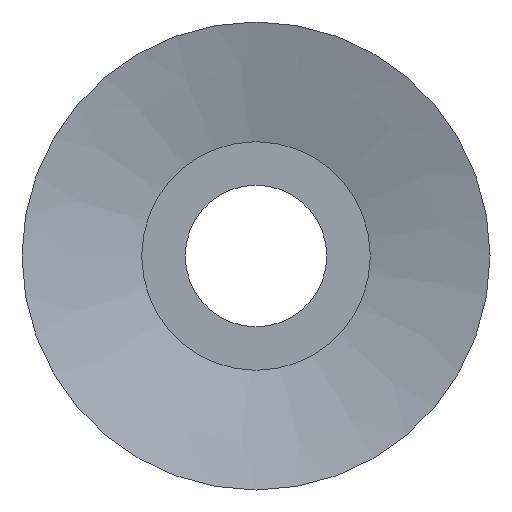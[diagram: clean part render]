
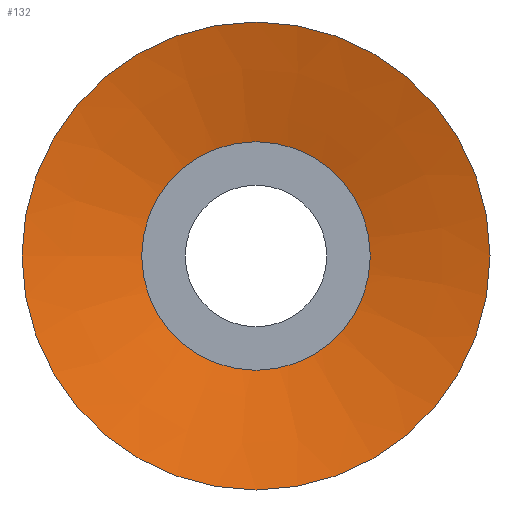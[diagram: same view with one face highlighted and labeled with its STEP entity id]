
A CAD part, front view. The second image highlights one B-rep face of the part: STEP entity #132.
In plain terms, the highlighted conical face has half-angle 75 degrees and reference radius 17.5 mm.
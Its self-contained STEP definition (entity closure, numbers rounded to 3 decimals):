
#96=CONICAL_SURFACE('',#393,17.5,75.);
#132=ADVANCED_FACE('',(#201,#202),#96,.F.);
#201=FACE_BOUND('',#233,.T.);
#202=FACE_BOUND('',#234,.T.);
#233=EDGE_LOOP('',(#293));
#234=EDGE_LOOP('',(#294));
#293=ORIENTED_EDGE('',*,*,#351,.F.);
#294=ORIENTED_EDGE('',*,*,#349,.T.);
#319=VERTEX_POINT('',#542);
#321=VERTEX_POINT('',#547);
#349=EDGE_CURVE('',#319,#319,#361,.T.);
#351=EDGE_CURVE('',#321,#321,#363,.T.);
#361=CIRCLE('',#389,17.5);
#363=CIRCLE('',#392,43.);
#389=AXIS2_PLACEMENT_3D('',#541,#463,#464);
#392=AXIS2_PLACEMENT_3D('',#546,#469,#470);
#393=AXIS2_PLACEMENT_3D('',#548,#471,#472);
#463=DIRECTION('',(0.,1.,0.));
#464=DIRECTION('',(-1.,0.,0.));
#469=DIRECTION('',(0.,1.,0.));
#470=DIRECTION('',(-1.,0.,0.));
#471=DIRECTION('',(0.,-1.,0.));
#472=DIRECTION('',(1.,0.,0.));
#541=CARTESIAN_POINT('',(0.,6.833,0.));
#542=CARTESIAN_POINT('',(-17.5,6.833,0.));
#546=CARTESIAN_POINT('',(0.,0.,0.));
#547=CARTESIAN_POINT('',(-43.,0.,0.));
#548=CARTESIAN_POINT('',(0.,6.833,0.));
